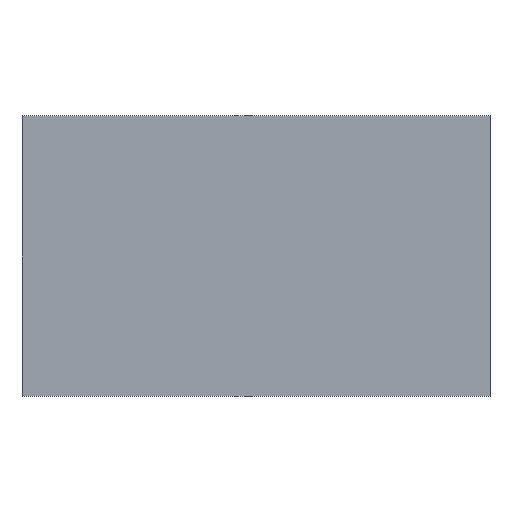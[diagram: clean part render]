
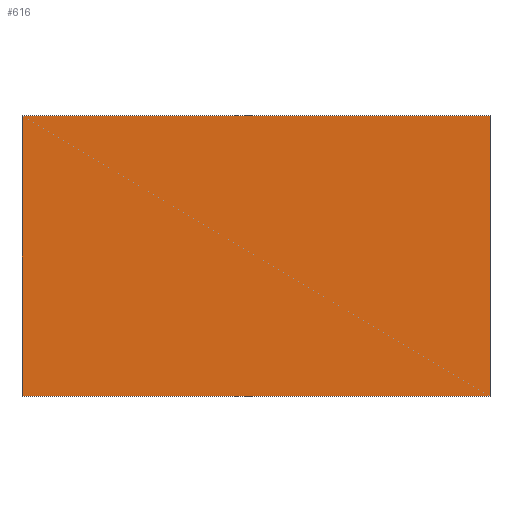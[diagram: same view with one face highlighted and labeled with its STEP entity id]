
A CAD part, front view. The second image highlights one B-rep face of the part: STEP entity #616.
In plain terms, the highlighted planar face has unit normal (0, -1, 0).
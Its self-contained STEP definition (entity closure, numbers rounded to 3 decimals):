
#185 = CARTESIAN_POINT ( 'NONE',  ( 2.5, 0., -1.5 ) ) ;
#210 = CARTESIAN_POINT ( 'NONE',  ( -2.5, 0., 1.5 ) ) ;
#212 = CARTESIAN_POINT ( 'NONE',  ( 2.5, 0., 1.5 ) ) ;
#217 = CARTESIAN_POINT ( 'NONE',  ( -2.5, 0., -1.5 ) ) ;
#616 = ADVANCED_FACE ( 'NONE', ( #1370 ), #2031, .T. ) ;
#968 = EDGE_CURVE ( 'NONE', #2382, #2389, #1510, .T. ) ;
#972 = EDGE_CURVE ( 'NONE', #2389, #2387, #1492, .T. ) ;
#973 = EDGE_CURVE ( 'NONE', #2387, #2414, #1486, .T. ) ;
#974 = EDGE_CURVE ( 'NONE', #2414, #2382, #1478, .T. ) ;
#1264 = AXIS2_PLACEMENT_3D ( 'NONE', #2128, #2131, #2049 ) ;
#1370 = FACE_OUTER_BOUND ( 'NONE', #1997, .T. ) ;
#1477 = VECTOR ( 'NONE', #2160, 1000. ) ;
#1478 = LINE ( 'NONE', #2162, #1477 ) ;
#1481 = VECTOR ( 'NONE', #2168, 1000. ) ;
#1486 = LINE ( 'NONE', #2171, #1481 ) ;
#1490 = VECTOR ( 'NONE', #2173, 1000. ) ;
#1492 = LINE ( 'NONE', #2206, #1490 ) ;
#1499 = VECTOR ( 'NONE', #2205, 1000. ) ;
#1510 = LINE ( 'NONE', #2218, #1499 ) ;
#1828 = ORIENTED_EDGE ( 'NONE', *, *, #974, .F. ) ;
#1932 = ORIENTED_EDGE ( 'NONE', *, *, #968, .F. ) ;
#1958 = ORIENTED_EDGE ( 'NONE', *, *, #973, .F. ) ;
#1997 = EDGE_LOOP ( 'NONE', ( #1932, #1828, #1958, #2010 ) ) ;
#2010 = ORIENTED_EDGE ( 'NONE', *, *, #972, .F. ) ;
#2031 = PLANE ( 'NONE',  #1264 ) ;
#2049 = DIRECTION ( 'NONE',  ( 0., 0., -1. ) ) ;
#2128 = CARTESIAN_POINT ( 'NONE',  ( -2.5, 0., -1.5 ) ) ;
#2131 = DIRECTION ( 'NONE',  ( 0., -1., 0. ) ) ;
#2160 = DIRECTION ( 'NONE',  ( -1., 0., 0. ) ) ;
#2162 = CARTESIAN_POINT ( 'NONE',  ( -2.5, 0., -1.5 ) ) ;
#2168 = DIRECTION ( 'NONE',  ( 0., 0., -1. ) ) ;
#2171 = CARTESIAN_POINT ( 'NONE',  ( 2.5, 0., 1.5 ) ) ;
#2173 = DIRECTION ( 'NONE',  ( 1., 0., 0. ) ) ;
#2205 = DIRECTION ( 'NONE',  ( 0., 0., 1. ) ) ;
#2206 = CARTESIAN_POINT ( 'NONE',  ( -2.5, 0., 1.5 ) ) ;
#2218 = CARTESIAN_POINT ( 'NONE',  ( -2.5, 0., 1.5 ) ) ;
#2382 = VERTEX_POINT ( 'NONE', #217 ) ;
#2387 = VERTEX_POINT ( 'NONE', #212 ) ;
#2389 = VERTEX_POINT ( 'NONE', #210 ) ;
#2414 = VERTEX_POINT ( 'NONE', #185 ) ;
